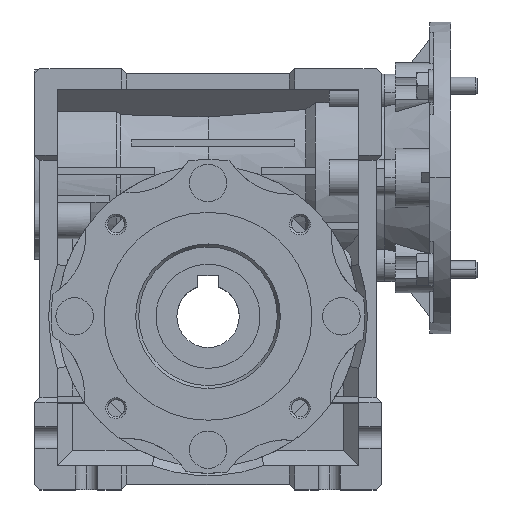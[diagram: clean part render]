
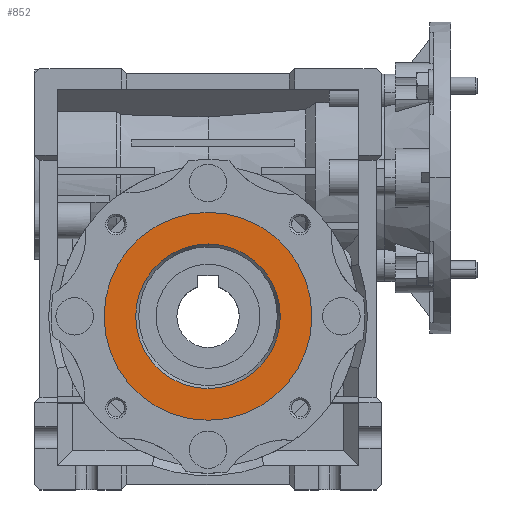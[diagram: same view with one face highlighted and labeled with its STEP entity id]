
A CAD part, top view. The second image highlights one B-rep face of the part: STEP entity #852.
In plain terms, the highlighted planar face has unit normal (0, 0, 1).
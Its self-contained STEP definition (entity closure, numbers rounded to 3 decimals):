
#461 = VERTEX_POINT ( 'NONE', #21661 ) ;
#800 = VERTEX_POINT ( 'NONE', #31086 ) ;
#852 = ADVANCED_FACE ( 'NONE', ( #4308, #9377 ), #6108, .F. ) ;
#1354 = DIRECTION ( 'NONE',  ( 0., -1., 0. ) ) ;
#1453 = EDGE_CURVE ( 'NONE', #22099, #11371, #18923, .T. ) ;
#1588 = DIRECTION ( 'NONE',  ( 0., 0., -1. ) ) ;
#3684 = DIRECTION ( 'NONE',  ( 0., 0., -1. ) ) ;
#4308 = FACE_BOUND ( 'NONE', #6958, .T. ) ;
#4582 = DIRECTION ( 'NONE',  ( 0., 0., -1. ) ) ;
#6108 = PLANE ( 'NONE',  #31948 ) ;
#6845 = EDGE_CURVE ( 'NONE', #800, #461, #29592, .T. ) ;
#6958 = EDGE_LOOP ( 'NONE', ( #15189, #25406 ) ) ;
#9377 = FACE_OUTER_BOUND ( 'NONE', #11219, .T. ) ;
#9784 = AXIS2_PLACEMENT_3D ( 'NONE', #14404, #4582, #29562 ) ;
#10943 = DIRECTION ( 'NONE',  ( 0., 1., 0. ) ) ;
#11219 = EDGE_LOOP ( 'NONE', ( #28010, #21119 ) ) ;
#11371 = VERTEX_POINT ( 'NONE', #18266 ) ;
#11562 = DIRECTION ( 'NONE',  ( 0., 0., -1. ) ) ;
#13503 = CIRCLE ( 'NONE', #32192, 30. ) ;
#14002 = CARTESIAN_POINT ( 'NONE',  ( 0., 0., 39. ) ) ;
#14288 = CARTESIAN_POINT ( 'NONE',  ( 0., 0., 39. ) ) ;
#14404 = CARTESIAN_POINT ( 'NONE',  ( 0., 0., 39. ) ) ;
#15189 = ORIENTED_EDGE ( 'NONE', *, *, #6845, .T. ) ;
#17834 = EDGE_CURVE ( 'NONE', #461, #800, #20390, .T. ) ;
#18266 = CARTESIAN_POINT ( 'NONE',  ( 0., 30., 39. ) ) ;
#18923 = CIRCLE ( 'NONE', #19449, 30. ) ;
#19449 = AXIS2_PLACEMENT_3D ( 'NONE', #26285, #1588, #10943 ) ;
#20390 = CIRCLE ( 'NONE', #28758, 20.866 ) ;
#21119 = ORIENTED_EDGE ( 'NONE', *, *, #1453, .F. ) ;
#21661 = CARTESIAN_POINT ( 'NONE',  ( 0., -20.866, 39. ) ) ;
#22099 = VERTEX_POINT ( 'NONE', #30505 ) ;
#25406 = ORIENTED_EDGE ( 'NONE', *, *, #17834, .T. ) ;
#26067 = CARTESIAN_POINT ( 'NONE',  ( 0., 0., 39. ) ) ;
#26285 = CARTESIAN_POINT ( 'NONE',  ( 0., 0., 39. ) ) ;
#28010 = ORIENTED_EDGE ( 'NONE', *, *, #29038, .F. ) ;
#28663 = DIRECTION ( 'NONE',  ( 0., 0., -1. ) ) ;
#28758 = AXIS2_PLACEMENT_3D ( 'NONE', #14002, #11562, #31606 ) ;
#29010 = DIRECTION ( 'NONE',  ( 0., 1., 0. ) ) ;
#29038 = EDGE_CURVE ( 'NONE', #11371, #22099, #13503, .T. ) ;
#29562 = DIRECTION ( 'NONE',  ( 0., 1., 0. ) ) ;
#29592 = CIRCLE ( 'NONE', #9784, 20.866 ) ;
#30505 = CARTESIAN_POINT ( 'NONE',  ( 0., -30., 39. ) ) ;
#31086 = CARTESIAN_POINT ( 'NONE',  ( 0., 20.866, 39. ) ) ;
#31606 = DIRECTION ( 'NONE',  ( 0., 1., 0. ) ) ;
#31948 = AXIS2_PLACEMENT_3D ( 'NONE', #14288, #28663, #1354 ) ;
#32192 = AXIS2_PLACEMENT_3D ( 'NONE', #26067, #3684, #29010 ) ;
